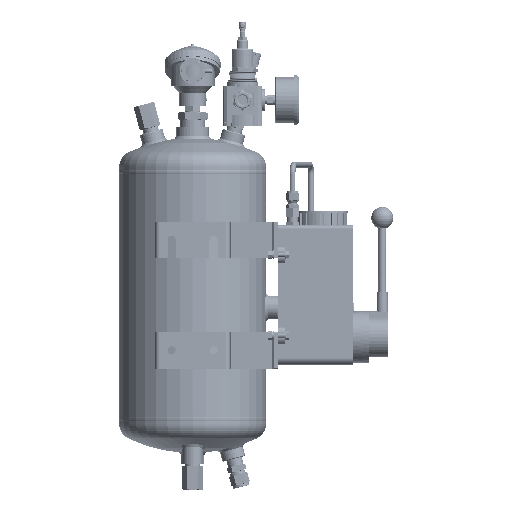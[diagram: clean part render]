
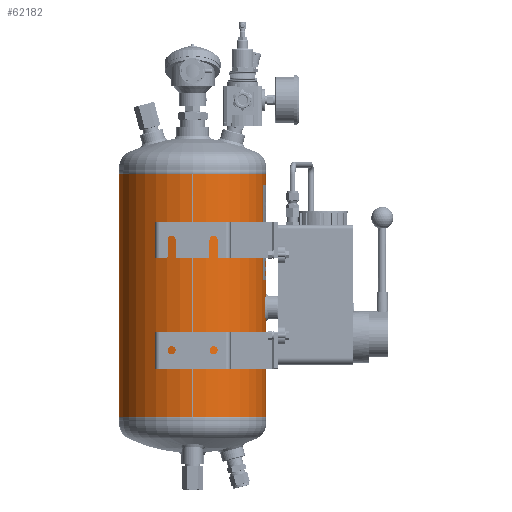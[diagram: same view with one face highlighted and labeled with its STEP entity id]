
A CAD part, left-side view. The second image highlights one B-rep face of the part: STEP entity #62182.
In plain terms, the highlighted cylindrical face has radius 100 mm (diameter 200 mm), a partial arc.
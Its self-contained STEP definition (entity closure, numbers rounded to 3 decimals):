
#4005=LINE('',#99445,#8185);
#4006=LINE('',#99450,#8186);
#4007=LINE('',#99454,#8187);
#4008=LINE('',#99458,#8188);
#8185=VECTOR('',#82352,1000.);
#8186=VECTOR('',#82355,1000.);
#8187=VECTOR('',#82358,1000.);
#8188=VECTOR('',#82361,1000.);
#12365=CIRCLE('',#75929,100.);
#12366=CIRCLE('',#75930,100.);
#12367=CIRCLE('',#75931,100.);
#12368=CIRCLE('',#75932,100.);
#14628=ORIENTED_EDGE('',*,*,#33216,.T.);
#14629=ORIENTED_EDGE('',*,*,#33217,.T.);
#14630=ORIENTED_EDGE('',*,*,#33218,.T.);
#14631=ORIENTED_EDGE('',*,*,#33219,.F.);
#14632=ORIENTED_EDGE('',*,*,#33220,.F.);
#14633=ORIENTED_EDGE('',*,*,#33221,.F.);
#14634=ORIENTED_EDGE('',*,*,#33222,.F.);
#14635=ORIENTED_EDGE('',*,*,#33223,.T.);
#14636=ORIENTED_EDGE('',*,*,#33224,.T.);
#14637=ORIENTED_EDGE('',*,*,#33225,.F.);
#14638=ORIENTED_EDGE('',*,*,#33226,.F.);
#33216=EDGE_CURVE('',#42510,#42510,#48973,.T.);
#33217=EDGE_CURVE('',#42511,#42511,#48974,.T.);
#33218=EDGE_CURVE('',#42512,#42512,#48975,.T.);
#33219=EDGE_CURVE('',#42513,#42514,#4005,.T.);
#33220=EDGE_CURVE('',#42515,#42513,#12365,.T.);
#33221=EDGE_CURVE('',#42516,#42515,#4006,.F.);
#33222=EDGE_CURVE('',#42517,#42516,#12366,.T.);
#33223=EDGE_CURVE('',#42517,#42518,#4007,.T.);
#33224=EDGE_CURVE('',#42518,#42519,#12367,.T.);
#33225=EDGE_CURVE('',#42520,#42519,#4008,.T.);
#33226=EDGE_CURVE('',#42514,#42520,#12368,.T.);
#42510=VERTEX_POINT('',#99420);
#42511=VERTEX_POINT('',#99432);
#42512=VERTEX_POINT('',#99444);
#42513=VERTEX_POINT('',#99446);
#42514=VERTEX_POINT('',#99447);
#42515=VERTEX_POINT('',#99449);
#42516=VERTEX_POINT('',#99451);
#42517=VERTEX_POINT('',#99453);
#42518=VERTEX_POINT('',#99455);
#42519=VERTEX_POINT('',#99457);
#42520=VERTEX_POINT('',#99459);
#48973=B_SPLINE_CURVE_WITH_KNOTS('',3,(#99401,#99402,#99403,#99404,#99405,
#99406,#99407,#99408,#99409,#99410,#99411,#99412,#99413,#99414,#99415,#99416,
#99417,#99418,#99419),.UNSPECIFIED.,.T.,.F.,(1,1,1,1,1,1,1,1,1,1,1,1,1,
1,1,1,1,1,1,1,1,1,1),(-0.018,-0.012,-0.006,
0.,0.006,0.012,0.018,0.023,
0.029,0.035,0.041,0.047,
0.053,0.059,0.065,0.07,
0.076,0.082,0.088,0.094,
0.1,0.106,0.112),.UNSPECIFIED.);
#48974=B_SPLINE_CURVE_WITH_KNOTS('',3,(#99421,#99422,#99423,#99424,#99425,
#99426,#99427,#99428,#99429,#99430,#99431),.UNSPECIFIED.,.T.,.F.,(1,1,1,
1,1,1,1,1,1,1,1,1,1,1,1),(-0.012,-0.008,-0.004,
0.,0.004,0.008,0.012,
0.016,0.02,0.023,0.027,
0.031,0.035,0.039,0.043),
 .UNSPECIFIED.);
#48975=B_SPLINE_CURVE_WITH_KNOTS('',3,(#99433,#99434,#99435,#99436,#99437,
#99438,#99439,#99440,#99441,#99442,#99443),.UNSPECIFIED.,.T.,.F.,(1,1,1,
1,1,1,1,1,1,1,1,1,1,1,1),(-0.012,-0.008,-0.004,
0.,0.004,0.008,0.012,
0.016,0.02,0.023,0.027,
0.031,0.035,0.039,0.043),
 .UNSPECIFIED.);
#51460=EDGE_LOOP('',(#14628));
#51461=EDGE_LOOP('',(#14629));
#51462=EDGE_LOOP('',(#14630));
#51463=EDGE_LOOP('',(#14631,#14632,#14633,#14634,#14635,#14636,#14637,#14638));
#56354=FACE_BOUND('',#51460,.T.);
#56355=FACE_BOUND('',#51461,.T.);
#56356=FACE_BOUND('',#51462,.T.);
#56357=FACE_BOUND('',#51463,.T.);
#61248=CYLINDRICAL_SURFACE('',#75928,100.);
#62182=ADVANCED_FACE('',(#56354,#56355,#56356,#56357),#61248,.T.);
#75928=AXIS2_PLACEMENT_3D('',#99400,#82350,#82351);
#75929=AXIS2_PLACEMENT_3D('',#99448,#82353,#82354);
#75930=AXIS2_PLACEMENT_3D('',#99452,#82356,#82357);
#75931=AXIS2_PLACEMENT_3D('',#99456,#82359,#82360);
#75932=AXIS2_PLACEMENT_3D('',#99460,#82362,#82363);
#82350=DIRECTION('',(0.,-1.,0.));
#82351=DIRECTION('',(0.,0.,-1.));
#82352=DIRECTION('',(0.,-1.,0.));
#82353=DIRECTION('',(0.,1.,0.));
#82354=DIRECTION('',(1.,0.,0.));
#82355=DIRECTION('',(0.,-1.,0.));
#82356=DIRECTION('',(0.,-1.,0.));
#82357=DIRECTION('',(1.,0.,0.));
#82358=DIRECTION('',(0.,-1.,0.));
#82359=DIRECTION('',(0.,1.,0.));
#82360=DIRECTION('',(1.,0.,0.));
#82361=DIRECTION('',(0.,-1.,0.));
#82362=DIRECTION('',(0.,-1.,0.));
#82363=DIRECTION('',(1.,0.,0.));
#99400=CARTESIAN_POINT('',(0.,330.,0.));
#99401=CARTESIAN_POINT('',(-98.994,187.429,14.208));
#99402=CARTESIAN_POINT('',(-98.806,181.503,15.395));
#99403=CARTESIAN_POINT('',(-98.993,175.608,14.214));
#99404=CARTESIAN_POINT('',(-99.436,170.625,10.88));
#99405=CARTESIAN_POINT('',(-99.878,167.295,5.9));
#99406=CARTESIAN_POINT('',(-100.061,166.117,0.009));
#99407=CARTESIAN_POINT('',(-99.879,167.288,-5.887));
#99408=CARTESIAN_POINT('',(-99.437,170.623,-10.879));
#99409=CARTESIAN_POINT('',(-98.992,175.61,-14.215));
#99410=CARTESIAN_POINT('',(-98.807,181.503,-15.391));
#99411=CARTESIAN_POINT('',(-98.992,187.396,-14.219));
#99412=CARTESIAN_POINT('',(-99.435,192.379,-10.892));
#99413=CARTESIAN_POINT('',(-99.877,195.718,-5.914));
#99414=CARTESIAN_POINT('',(-100.061,196.901,-0.013));
#99415=CARTESIAN_POINT('',(-99.878,195.728,5.889));
#99416=CARTESIAN_POINT('',(-99.437,192.395,10.874));
#99417=CARTESIAN_POINT('',(-98.994,187.429,14.208));
#99418=CARTESIAN_POINT('',(-98.806,181.503,15.395));
#99419=CARTESIAN_POINT('',(-98.993,175.608,14.214));
#99420=CARTESIAN_POINT('',(-98.869,181.508,15.));
#99421=CARTESIAN_POINT('',(3.922,158.915,-99.937));
#99422=CARTESIAN_POINT('',(-0.001,160.542,-100.031));
#99423=CARTESIAN_POINT('',(-3.918,158.916,-99.937));
#99424=CARTESIAN_POINT('',(-5.54,155.004,-99.844));
#99425=CARTESIAN_POINT('',(-3.921,151.083,-99.937));
#99426=CARTESIAN_POINT('',(-0.001,149.46,-100.031));
#99427=CARTESIAN_POINT('',(3.913,151.078,-99.938));
#99428=CARTESIAN_POINT('',(5.541,154.994,-99.844));
#99429=CARTESIAN_POINT('',(3.922,158.915,-99.937));
#99430=CARTESIAN_POINT('',(-0.001,160.542,-100.031));
#99431=CARTESIAN_POINT('',(-3.918,158.916,-99.937));
#99432=CARTESIAN_POINT('',(0.,160.,-100.));
#99433=CARTESIAN_POINT('',(3.922,48.915,-99.937));
#99434=CARTESIAN_POINT('',(-0.001,50.542,-100.031));
#99435=CARTESIAN_POINT('',(-3.918,48.916,-99.937));
#99436=CARTESIAN_POINT('',(-5.54,45.004,-99.844));
#99437=CARTESIAN_POINT('',(-3.921,41.083,-99.937));
#99438=CARTESIAN_POINT('',(-0.001,39.46,-100.031));
#99439=CARTESIAN_POINT('',(3.913,41.078,-99.938));
#99440=CARTESIAN_POINT('',(5.541,44.994,-99.844));
#99441=CARTESIAN_POINT('',(3.922,48.915,-99.937));
#99442=CARTESIAN_POINT('',(-0.001,50.542,-100.031));
#99443=CARTESIAN_POINT('',(-3.918,48.916,-99.937));
#99444=CARTESIAN_POINT('',(0.,50.,-100.));
#99445=CARTESIAN_POINT('',(-0.241,165.,100.));
#99446=CARTESIAN_POINT('',(-0.241,330.,100.));
#99447=CARTESIAN_POINT('',(-0.241,265.,100.));
#99448=CARTESIAN_POINT('',(0.,330.,0.));
#99449=CARTESIAN_POINT('',(0.241,330.,100.));
#99450=CARTESIAN_POINT('',(0.241,165.,100.));
#99451=CARTESIAN_POINT('',(0.241,265.,100.));
#99452=CARTESIAN_POINT('',(0.,265.,0.));
#99453=CARTESIAN_POINT('',(0.254,265.,100.));
#99454=CARTESIAN_POINT('',(0.254,265.,100.));
#99455=CARTESIAN_POINT('',(0.254,0.,100.));
#99456=CARTESIAN_POINT('',(0.,0.,0.));
#99457=CARTESIAN_POINT('',(-0.254,0.,100.));
#99458=CARTESIAN_POINT('',(-0.254,265.,100.));
#99459=CARTESIAN_POINT('',(-0.254,265.,100.));
#99460=CARTESIAN_POINT('',(0.,265.,0.));
